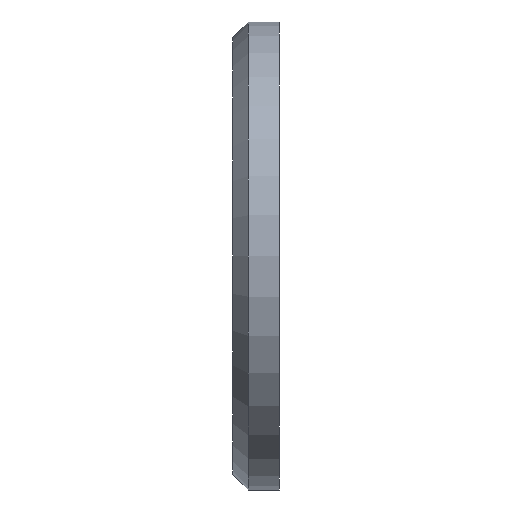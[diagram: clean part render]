
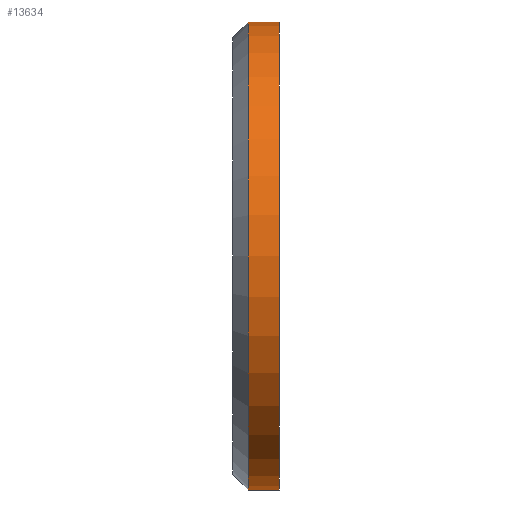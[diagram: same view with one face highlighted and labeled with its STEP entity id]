
A CAD part, left-side view. The second image highlights one B-rep face of the part: STEP entity #13634.
In plain terms, the highlighted cylindrical face has radius 15 mm (diameter 30 mm), a partial arc.
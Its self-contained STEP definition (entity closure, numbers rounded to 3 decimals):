
#235 = LINE ( 'NONE', #10001, #12158 ) ;
#273 = ORIENTED_EDGE ( 'NONE', *, *, #3436, .T. ) ;
#664 = LINE ( 'NONE', #12289, #12593 ) ;
#801 = DIRECTION ( 'NONE',  ( 0., -1., 0. ) ) ;
#1331 = AXIS2_PLACEMENT_3D ( 'NONE', #8814, #801, #5486 ) ;
#2052 = CARTESIAN_POINT ( 'NONE',  ( 0., 0., 15. ) ) ;
#3436 = EDGE_CURVE ( 'NONE', #4631, #3650, #10077, .T. ) ;
#3441 = CARTESIAN_POINT ( 'NONE',  ( 0., 0., 0. ) ) ;
#3650 = VERTEX_POINT ( 'NONE', #2052 ) ;
#4017 = FACE_OUTER_BOUND ( 'NONE', #8888, .T. ) ;
#4385 = CYLINDRICAL_SURFACE ( 'NONE', #1331, 15. ) ;
#4631 = VERTEX_POINT ( 'NONE', #9902 ) ;
#5105 = DIRECTION ( 'NONE',  ( 0., -1., 0. ) ) ;
#5486 = DIRECTION ( 'NONE',  ( 0., 0., -1. ) ) ;
#6026 = AXIS2_PLACEMENT_3D ( 'NONE', #3441, #9261, #15012 ) ;
#7766 = EDGE_CURVE ( 'NONE', #7798, #4631, #664, .T. ) ;
#7798 = VERTEX_POINT ( 'NONE', #12583 ) ;
#7975 = DIRECTION ( 'NONE',  ( 0., -1., 0. ) ) ;
#8814 = CARTESIAN_POINT ( 'NONE',  ( 0., 3., 0. ) ) ;
#8888 = EDGE_LOOP ( 'NONE', ( #12986, #9210, #14104, #273 ) ) ;
#9210 = ORIENTED_EDGE ( 'NONE', *, *, #12660, .T. ) ;
#9261 = DIRECTION ( 'NONE',  ( 0., 1., 0. ) ) ;
#9902 = CARTESIAN_POINT ( 'NONE',  ( 0., 0., -15. ) ) ;
#10001 = CARTESIAN_POINT ( 'NONE',  ( 0., 3., 15. ) ) ;
#10077 = CIRCLE ( 'NONE', #6026, 15. ) ;
#10848 = CARTESIAN_POINT ( 'NONE',  ( 0., 2., 0. ) ) ;
#11492 = EDGE_CURVE ( 'NONE', #12858, #3650, #235, .T. ) ;
#12158 = VECTOR ( 'NONE', #7975, 1000. ) ;
#12289 = CARTESIAN_POINT ( 'NONE',  ( 0., 3., -15. ) ) ;
#12583 = CARTESIAN_POINT ( 'NONE',  ( 0., 2., -15. ) ) ;
#12593 = VECTOR ( 'NONE', #14639, 1000. ) ;
#12660 = EDGE_CURVE ( 'NONE', #12858, #7798, #14158, .T. ) ;
#12858 = VERTEX_POINT ( 'NONE', #14998 ) ;
#12910 = AXIS2_PLACEMENT_3D ( 'NONE', #10848, #5105, #13168 ) ;
#12986 = ORIENTED_EDGE ( 'NONE', *, *, #11492, .F. ) ;
#13168 = DIRECTION ( 'NONE',  ( 0., 0., 1. ) ) ;
#13634 = ADVANCED_FACE ( 'NONE', ( #4017 ), #4385, .T. ) ;
#14104 = ORIENTED_EDGE ( 'NONE', *, *, #7766, .T. ) ;
#14158 = CIRCLE ( 'NONE', #12910, 15. ) ;
#14639 = DIRECTION ( 'NONE',  ( 0., -1., 0. ) ) ;
#14998 = CARTESIAN_POINT ( 'NONE',  ( 0., 2., 15. ) ) ;
#15012 = DIRECTION ( 'NONE',  ( 0., 0., 1. ) ) ;
